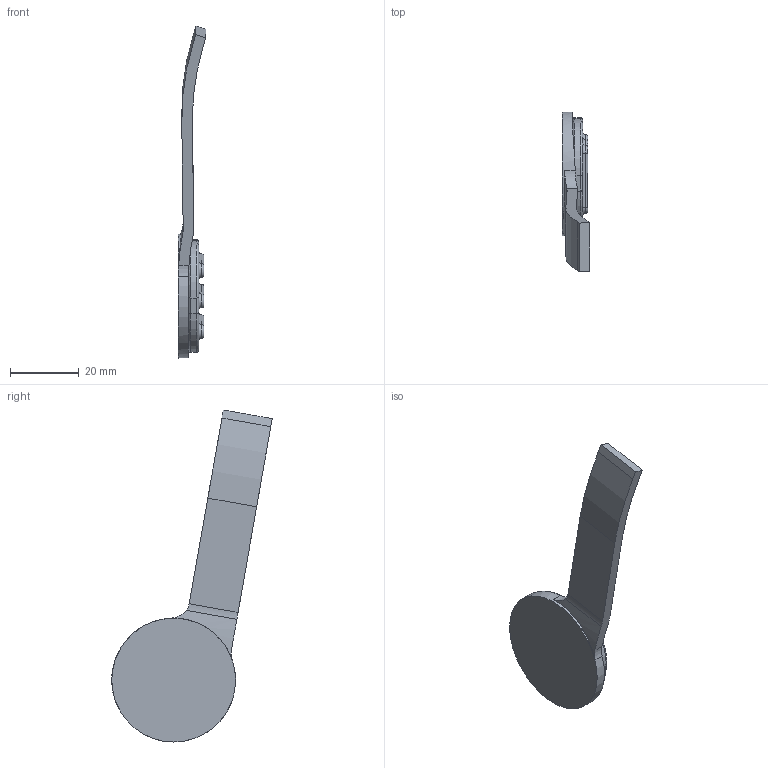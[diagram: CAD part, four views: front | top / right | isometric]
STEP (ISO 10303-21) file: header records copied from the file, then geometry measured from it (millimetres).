
FILE_DESCRIPTION(/* description */ (''),/* implementation_level */ '2;1');
FILE_NAME(/* name */ 'LSVE-Left Arm 2.step',/* time_stamp */ '2020-10-28T09:20:53-05:00',/* author */ (''),/* organization */ (''),/* preprocessor_version */ 'ST-DEVELOPER v18.1',/* originating_system */ 'Autodesk Translation Framework v9.3.0.1241',/* authorisation */ '');
FILE_SCHEMA (('AUTOMOTIVE_DESIGN { 1 0 10303 214 3 1 1 }'));
Length unit declared in the file: millimetre
Products named in the file (1): LSVE-Left Arm 2
Bounding box: 8.1 x 46.63 x 96.51 mm (x, y, z)
Volume: 8844.9 mm3; surface area: 5120.7 mm2
Topology: 1 solids, 1 shells, 83 faces, 194 edges, 116 vertices
Faces by surface type: cylinder 39, plane 24, torus 20
Full cylindrical faces by diameter (mm): 36 x1
Entity records: 2471 total; most frequent: CARTESIAN_POINT 487, DIRECTION 448, ORIENTED_EDGE 388, EDGE_CURVE 194, AXIS2_PLACEMENT_3D 179, VERTEX_POINT 116, CIRCLE 95, LINE 90
